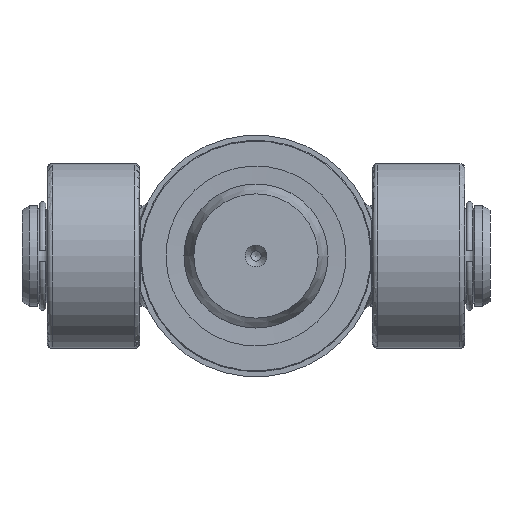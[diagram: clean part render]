
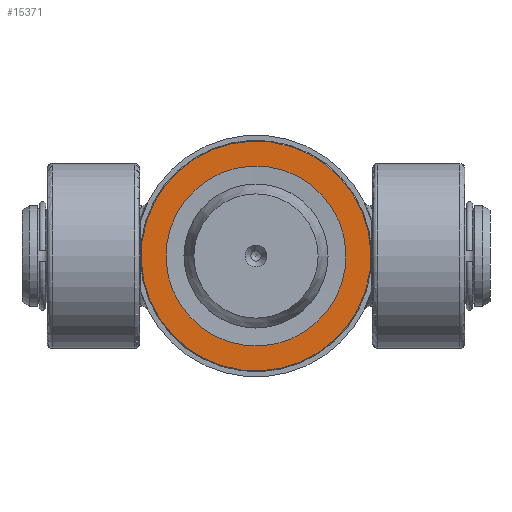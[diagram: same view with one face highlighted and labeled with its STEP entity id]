
A CAD part, front view. The second image highlights one B-rep face of the part: STEP entity #15371.
In plain terms, the highlighted face is planar.
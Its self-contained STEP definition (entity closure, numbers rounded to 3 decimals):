
#3462=PLANE('',#16494);
#3832=FACE_BOUND('',#5253,.T.);
#4308=FACE_OUTER_BOUND('',#5252,.T.);
#5252=EDGE_LOOP('',(#12348));
#5253=EDGE_LOOP('',(#12349));
#5998=CIRCLE('',#16493,44.7);
#5999=CIRCLE('',#16495,35.);
#6953=VERTEX_POINT('',#27274);
#6954=VERTEX_POINT('',#27277);
#8892=EDGE_CURVE('',#6953,#6953,#5998,.T.);
#8893=EDGE_CURVE('',#6954,#6954,#5999,.T.);
#12348=ORIENTED_EDGE('',*,*,#8892,.F.);
#12349=ORIENTED_EDGE('',*,*,#8893,.T.);
#15371=ADVANCED_FACE('',(#4308,#3832),#3462,.F.);
#16493=AXIS2_PLACEMENT_3D('',#27275,#18602,#18603);
#16494=AXIS2_PLACEMENT_3D('',#27276,#18604,#18605);
#16495=AXIS2_PLACEMENT_3D('',#27278,#18606,#18607);
#18602=DIRECTION('center_axis',(0.,0.,1.));
#18603=DIRECTION('ref_axis',(-1.,0.,0.));
#18604=DIRECTION('center_axis',(0.,0.,1.));
#18605=DIRECTION('ref_axis',(1.,0.,0.));
#18606=DIRECTION('center_axis',(0.,0.,1.));
#18607=DIRECTION('ref_axis',(0.,-1.,0.));
#27274=CARTESIAN_POINT('',(44.7,0.,0.));
#27275=CARTESIAN_POINT('Origin',(0.,0.,0.));
#27276=CARTESIAN_POINT('Origin',(0.,0.,0.));
#27277=CARTESIAN_POINT('',(0.,-35.,0.));
#27278=CARTESIAN_POINT('Origin',(0.,0.,0.));
